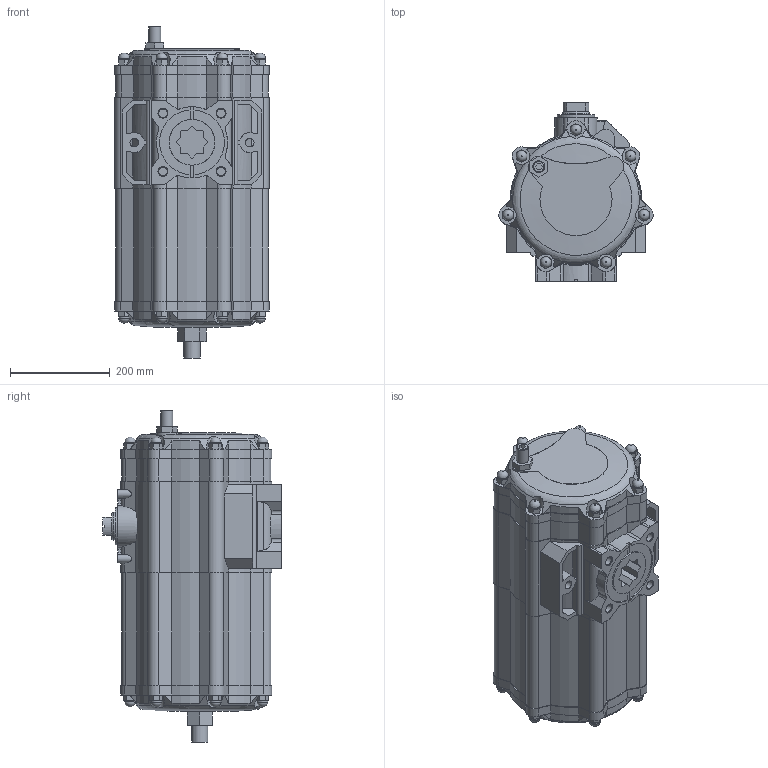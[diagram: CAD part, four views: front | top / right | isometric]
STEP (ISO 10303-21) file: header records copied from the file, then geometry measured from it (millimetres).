
FILE_DESCRIPTION(/* description */ ('STEP AP214'),/* implementation_level */ '2;1');
FILE_NAME(/* name */ '553188_DAPS-2880-090-R-F16-T6',/* time_stamp */ '2024-08-14T14:45:05+02:00',/* author */ ('License CC BY-ND 4.0'),/* organization */ ('CADENAS'),/* preprocessor_version */ 'ST-DEVELOPER v19.3',/* originating_system */ 'PARTsolutions',/* authorisation */ ' ');
FILE_SCHEMA (('AUTOMOTIVE_DESIGN {1 0 10303 214 3 1 1}'));
Length unit declared in the file: millimetre
Products named in the file (3): 553188 DAPS-2880-090-R-F16-T6---0; 553188 DAPS-2880-090-R-F16-T6---(1); 553188 DAPS-2880-090-R-F16-T6---(2)
Assembly tree (2 placements, depth 2):
  553188 DAPS-2880-090-R-F16-T6---0
    553188 DAPS-2880-090-R-F16-T6---(1)
    553188 DAPS-2880-090-R-F16-T6---(2)
Bounding box: 309.91 x 359 x 667 mm (x, y, z)
Volume: 34938154.8 mm3; surface area: 1006378.6 mm2
Topology: 2 solids, 2 shells, 778 faces, 2027 edges, 1302 vertices
Faces by surface type: plane 495, cylinder 219, cone 48, torus 16
Full cylindrical faces by diameter (mm): 4.134 x4, 4.917 x5, 14.95 x2, 17.294 x4, 17.5 x2, 22 x14, 24 x1, 33 x1, 56 x1, 75 x2, 92 x2
Entity records: 23753 total; most frequent: CARTESIAN_POINT 4755, DIRECTION 3934, ORIENTED_EDGE 3882, EDGE_CURVE 1941, AXIS2_PLACEMENT_3D 1362, VERTEX_POINT 1290, LINE 1210, VECTOR 1210
